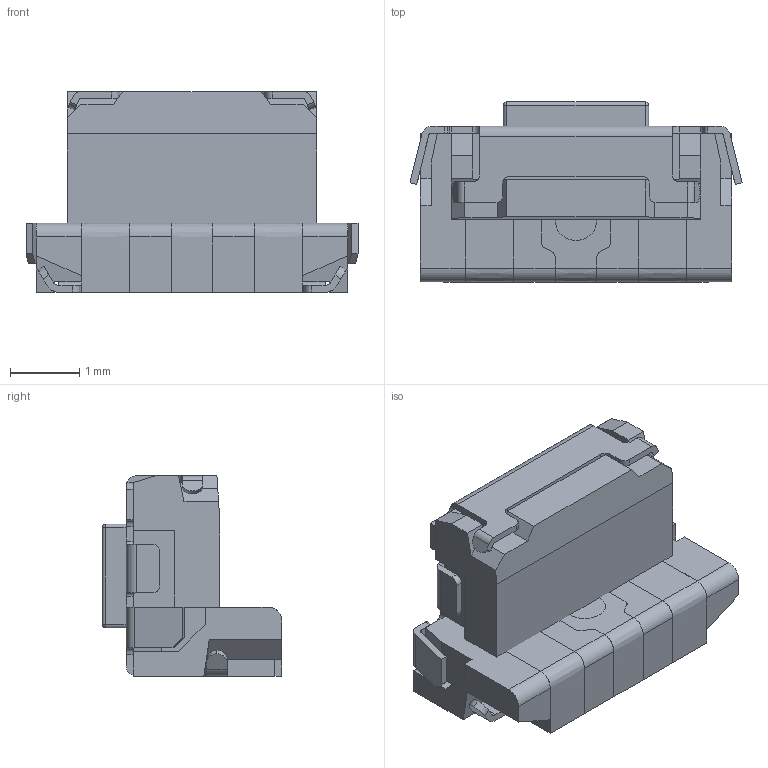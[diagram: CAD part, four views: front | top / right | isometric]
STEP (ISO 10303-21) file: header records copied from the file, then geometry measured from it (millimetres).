
FILE_DESCRIPTION (( 'STEP AP214' ), '1' );
FILE_NAME ('Same_Sky_TS22-45-035-BK-260-SMT-TR.step', '2025-09-05T21:27:26', ( '' ), ( '' ), 'SwSTEP 2.0', 'SolidWorks 2025', '' );
FILE_SCHEMA (( 'AUTOMOTIVE_DESIGN' ));
Length unit declared in the file: millimetre
Products named in the file (1): Same_Sky_TS22-45-035-BK-260-SMT-TR
Bounding box: 4.8 x 2.6 x 2.9 mm (x, y, z)
Volume: 18.9 mm3; surface area: 94.8 mm2
Topology: 6 solids, 6 shells, 273 faces, 751 edges, 486 vertices
Faces by surface type: plane 176, cylinder 84, bspline 9, sphere 4
Entity records: 10007 total; most frequent: CARTESIAN_POINT 3024, ORIENTED_EDGE 1494, DIRECTION 1368, EDGE_CURVE 747, VECTOR 542, LINE 542, VERTEX_POINT 486, AXIS2_PLACEMENT_3D 413
